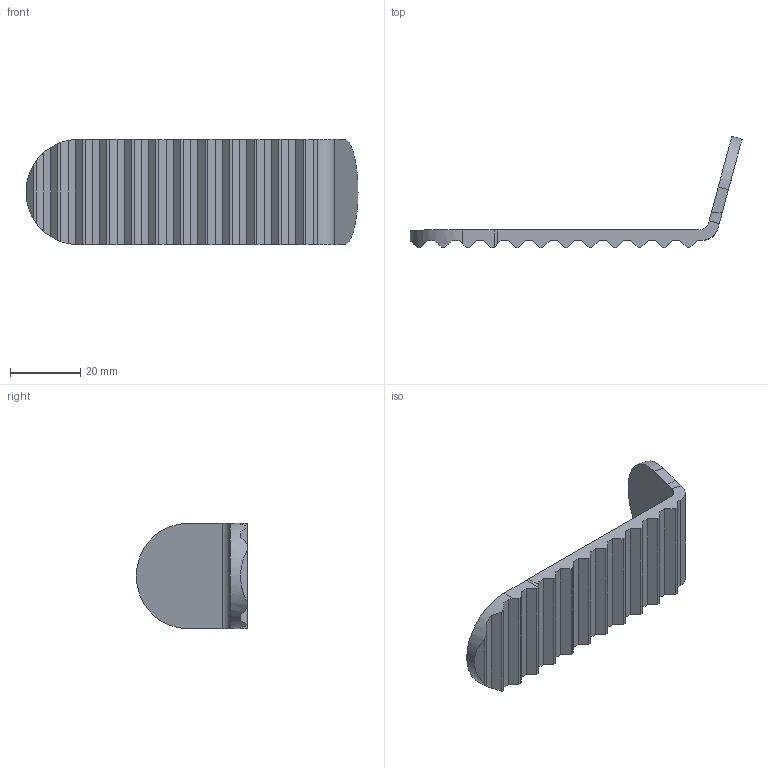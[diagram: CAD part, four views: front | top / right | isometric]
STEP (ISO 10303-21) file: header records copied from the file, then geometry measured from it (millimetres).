
FILE_DESCRIPTION(/* description */ (''),/* implementation_level */ '2;1');
FILE_NAME(/* name */ 'Stand.step',/* time_stamp */ '2017-11-08T10:39:19+00:00',/* author */ (''),/* organization */ (''),/* preprocessor_version */ 'ST-DEVELOPER v16.13',/* originating_system */ 'Autodesk Translation Framework v6.5.0.72',/* authorisation */ '');
FILE_SCHEMA (('AUTOMOTIVE_DESIGN { 1 0 10303 214 3 1 1 }'));
Length unit declared in the file: millimetre
Products named in the file (1): Stand
Bounding box: 94.76 x 31.75 x 30 mm (x, y, z)
Volume: 11691.1 mm3; surface area: 7929.2 mm2
Topology: 1 solids, 1 shells, 65 faces, 189 edges, 126 vertices
Faces by surface type: plane 61, cylinder 3, bspline 1
Entity records: 2196 total; most frequent: CARTESIAN_POINT 423, ORIENTED_EDGE 378, DIRECTION 337, EDGE_CURVE 189, LINE 165, VECTOR 165, VERTEX_POINT 126, AXIS2_PLACEMENT_3D 86
